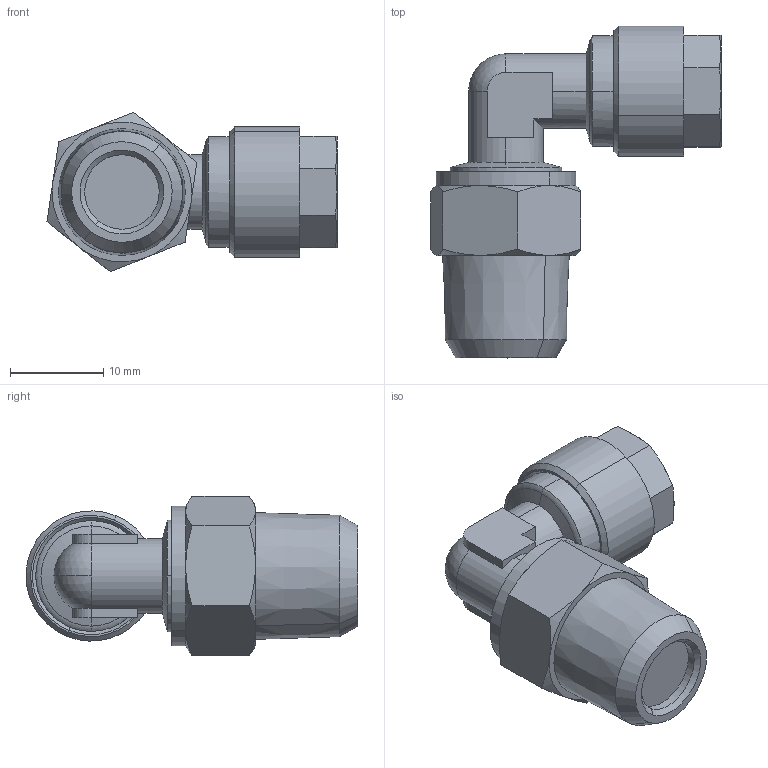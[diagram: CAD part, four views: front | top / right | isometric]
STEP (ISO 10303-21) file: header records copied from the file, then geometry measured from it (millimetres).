
FILE_DESCRIPTION(( 'MC.39.08.14.step' ), '1');
FILE_NAME( 'MC.39.08.14.step', '2018-11-09T15:44:54',( 'Sopra'),('sopra-pneumatic.com'), 'SwSTEP 2.0','SolidWorks 2009','' );
FILE_SCHEMA (( 'AUTOMOTIVE_DESIGN' ));
Length unit declared in the file: millimetre
Products named in the file (1): 0111000004
Bounding box: 31.15 x 35.64 x 17.14 mm (x, y, z)
Volume: 5953.5 mm3; surface area: 2655.7 mm2
Topology: 1 solids, 1 shells, 103 faces, 234 edges, 139 vertices
Faces by surface type: cone 37, plane 36, cylinder 20, torus 8, sphere 2
Entity records: 4133 total; most frequent: CARTESIAN_POINT 664, DIRECTION 503, ORIENTED_EDGE 468, EDGE_CURVE 234, AXIS2_PLACEMENT_3D 206, VERTEX_POINT 139, EDGE_LOOP 109, UNCERTAINTY_MEASURE_WITH_UNIT 106
